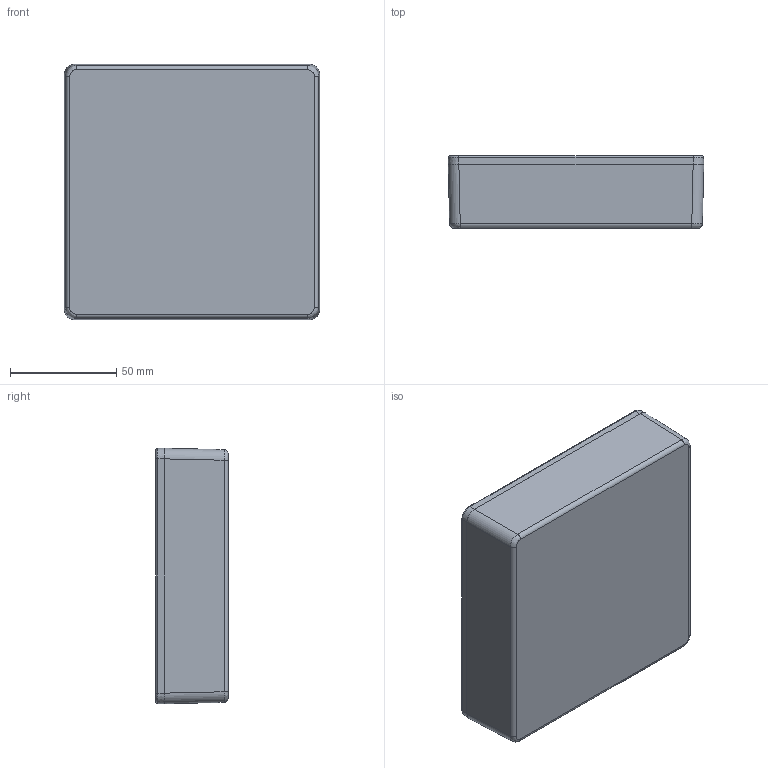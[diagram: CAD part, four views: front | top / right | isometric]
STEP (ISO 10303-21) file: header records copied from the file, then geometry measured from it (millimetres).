
FILE_DESCRIPTION(/* description */ (''),/* implementation_level */ '2;1');
FILE_NAME(/* name */ '1590Q.iam.stp',/* time_stamp */ '2014-07-28T13:50:20-04:00',/* author */ ('L.Walsh'),/* organization */ (''),/* preprocessor_version */ 'ST-DEVELOPER v15.2',/* originating_system */ 'Autodesk Inventor 2014',/* authorisation */ '');
FILE_SCHEMA (('AUTOMOTIVE_DESIGN { 1 0 10303 214 3 1 1 }'));
Products named in the file (4): 1590Q BOX; 1590Q-U-V Lid; #12234; 1590Q
Bounding box: 120 x 34 x 120 mm (x, y, z)
Volume: 110843.8 mm3; surface area: 88226.4 mm2
Topology: 6 solids, 6 shells, 443 faces, 1138 edges, 740 vertices
Faces by surface type: plane 225, bspline 98, cylinder 68, cone 40, torus 12
Full cylindrical faces by diameter (mm): 2.642 x4, 3.378 x4, 3.85 x4, 4 x4
Entity records: 12231 total; most frequent: CARTESIAN_POINT 3768, ORIENTED_EDGE 1834, DIRECTION 1504, EDGE_CURVE 917, VERTEX_POINT 603, LINE 530, VECTOR 530, AXIS2_PLACEMENT_3D 487
